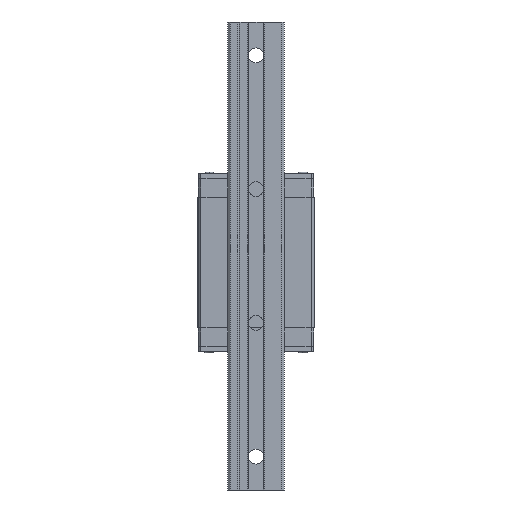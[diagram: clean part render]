
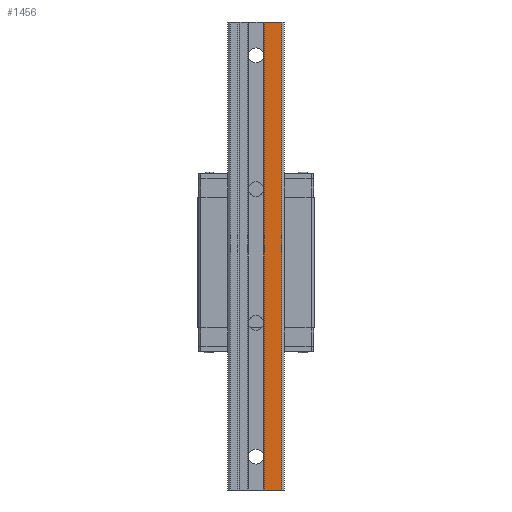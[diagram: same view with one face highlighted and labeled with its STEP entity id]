
A CAD part, front view. The second image highlights one B-rep face of the part: STEP entity #1456.
In plain terms, the highlighted planar face has unit normal (0, -1, 0).
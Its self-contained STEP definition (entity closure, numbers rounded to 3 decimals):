
#429 = CARTESIAN_POINT ( 'NONE',  ( 22., 0., 0. ) ) ;
#494 = EDGE_CURVE ( 'NONE', #2467, #5786, #9681, .T. ) ;
#817 = ORIENTED_EDGE ( 'NONE', *, *, #5097, .T. ) ;
#863 = DIRECTION ( 'NONE',  ( 0., 0., 1. ) ) ;
#886 = CARTESIAN_POINT ( 'NONE',  ( 32.5, 0., -280. ) ) ;
#1198 = DIRECTION ( 'NONE',  ( 1., 0., 0. ) ) ;
#1423 = DIRECTION ( 'NONE',  ( 0., 0., 1. ) ) ;
#1456 = ADVANCED_FACE ( 'NONE', ( #7110 ), #4452, .T. ) ;
#1510 = CARTESIAN_POINT ( 'NONE',  ( 22., 0., 0. ) ) ;
#1891 = CARTESIAN_POINT ( 'NONE',  ( 22., 0., -280. ) ) ;
#1927 = VERTEX_POINT ( 'NONE', #1510 ) ;
#2066 = CARTESIAN_POINT ( 'NONE',  ( 32.5, 0., 0. ) ) ;
#2467 = VERTEX_POINT ( 'NONE', #1891 ) ;
#2573 = ORIENTED_EDGE ( 'NONE', *, *, #6662, .F. ) ;
#2765 = ORIENTED_EDGE ( 'NONE', *, *, #11036, .F. ) ;
#2778 = DIRECTION ( 'NONE',  ( 0., -1., 0. ) ) ;
#3194 = CARTESIAN_POINT ( 'NONE',  ( 22., 0., -280. ) ) ;
#4452 = PLANE ( 'NONE',  #7496 ) ;
#4644 = VERTEX_POINT ( 'NONE', #2066 ) ;
#4900 = ORIENTED_EDGE ( 'NONE', *, *, #494, .T. ) ;
#5097 = EDGE_CURVE ( 'NONE', #5786, #4644, #5972, .T. ) ;
#5786 = VERTEX_POINT ( 'NONE', #886 ) ;
#5972 = LINE ( 'NONE', #10308, #8537 ) ;
#6126 = CARTESIAN_POINT ( 'NONE',  ( 22., 0., -280. ) ) ;
#6662 = EDGE_CURVE ( 'NONE', #2467, #1927, #9403, .T. ) ;
#6996 = CARTESIAN_POINT ( 'NONE',  ( 22., 0., -280. ) ) ;
#7110 = FACE_OUTER_BOUND ( 'NONE', #7396, .T. ) ;
#7296 = VECTOR ( 'NONE', #9894, 1000. ) ;
#7396 = EDGE_LOOP ( 'NONE', ( #2765, #2573, #4900, #817 ) ) ;
#7496 = AXIS2_PLACEMENT_3D ( 'NONE', #6126, #2778, #9612 ) ;
#8537 = VECTOR ( 'NONE', #863, 1000. ) ;
#9403 = LINE ( 'NONE', #3194, #10610 ) ;
#9612 = DIRECTION ( 'NONE',  ( 0., 0., -1. ) ) ;
#9681 = LINE ( 'NONE', #6996, #10502 ) ;
#9894 = DIRECTION ( 'NONE',  ( 1., 0., 0. ) ) ;
#10308 = CARTESIAN_POINT ( 'NONE',  ( 32.5, 0., -280. ) ) ;
#10502 = VECTOR ( 'NONE', #1198, 1000. ) ;
#10610 = VECTOR ( 'NONE', #1423, 1000. ) ;
#10656 = LINE ( 'NONE', #429, #7296 ) ;
#11036 = EDGE_CURVE ( 'NONE', #1927, #4644, #10656, .T. ) ;
